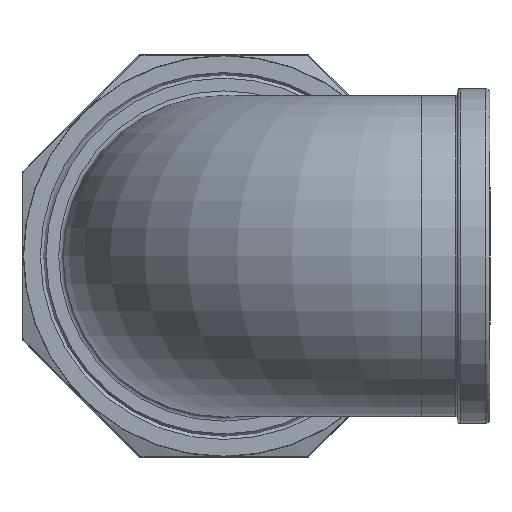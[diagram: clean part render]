
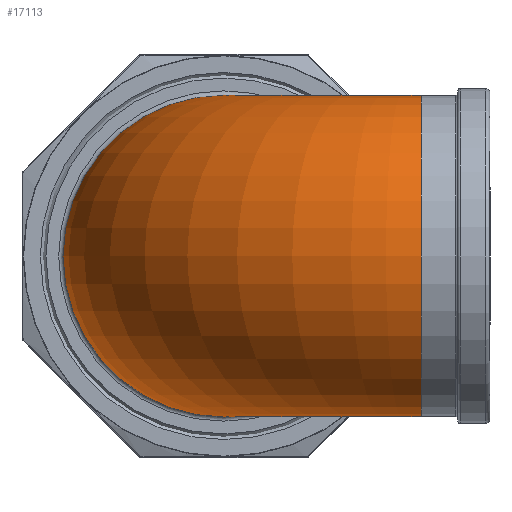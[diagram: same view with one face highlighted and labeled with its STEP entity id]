
A CAD part, left-side view. The second image highlights one B-rep face of the part: STEP entity #17113.
In plain terms, the highlighted toroidal (fillet/blend) face has major radius 43 mm and minor radius 35 mm.
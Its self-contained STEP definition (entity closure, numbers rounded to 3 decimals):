
#3127 = AXIS2_PLACEMENT_3D ( 'NONE', #3754, #12630, #16067 ) ;
#3754 = CARTESIAN_POINT ( 'NONE',  ( -20.5, 0., 0. ) ) ;
#4009 = EDGE_CURVE ( 'NONE', #13189, #13189, #11820, .T. ) ;
#4014 = CIRCLE ( 'NONE', #11079, 35. ) ;
#6791 = CARTESIAN_POINT ( 'NONE',  ( -63.5, -43., 0. ) ) ;
#8339 = CARTESIAN_POINT ( 'NONE',  ( -20.5, -35., 0. ) ) ;
#8500 = DIRECTION ( 'NONE',  ( 0., -1., 0. ) ) ;
#8606 = CARTESIAN_POINT ( 'NONE',  ( -20.5, -43., 0. ) ) ;
#9444 = AXIS2_PLACEMENT_3D ( 'NONE', #8606, #16599, #19500 ) ;
#10451 = ORIENTED_EDGE ( 'NONE', *, *, #12426, .F. ) ;
#10512 = FACE_OUTER_BOUND ( 'NONE', #13722, .T. ) ;
#11079 = AXIS2_PLACEMENT_3D ( 'NONE', #6791, #8500, #16084 ) ;
#11820 = CIRCLE ( 'NONE', #3127, 35. ) ;
#12426 = EDGE_CURVE ( 'NONE', #13402, #13402, #4014, .T. ) ;
#12630 = DIRECTION ( 'NONE',  ( -1., 0., 0. ) ) ;
#13189 = VERTEX_POINT ( 'NONE', #8339 ) ;
#13402 = VERTEX_POINT ( 'NONE', #19525 ) ;
#13722 = EDGE_LOOP ( 'NONE', ( #16467 ) ) ;
#14475 = EDGE_LOOP ( 'NONE', ( #10451 ) ) ;
#15199 = FACE_OUTER_BOUND ( 'NONE', #14475, .T. ) ;
#16067 = DIRECTION ( 'NONE',  ( 0., -1., 0. ) ) ;
#16084 = DIRECTION ( 'NONE',  ( 1., 0., 0. ) ) ;
#16467 = ORIENTED_EDGE ( 'NONE', *, *, #4009, .T. ) ;
#16599 = DIRECTION ( 'NONE',  ( 0., 0., 1. ) ) ;
#17113 = ADVANCED_FACE ( 'NONE', ( #15199, #10512 ), #18796, .T. ) ;
#18796 = TOROIDAL_SURFACE ( 'NONE', #9444, 43., 35. ) ;
#19500 = DIRECTION ( 'NONE',  ( 1., 0., 0. ) ) ;
#19525 = CARTESIAN_POINT ( 'NONE',  ( -28.5, -43., 0. ) ) ;
